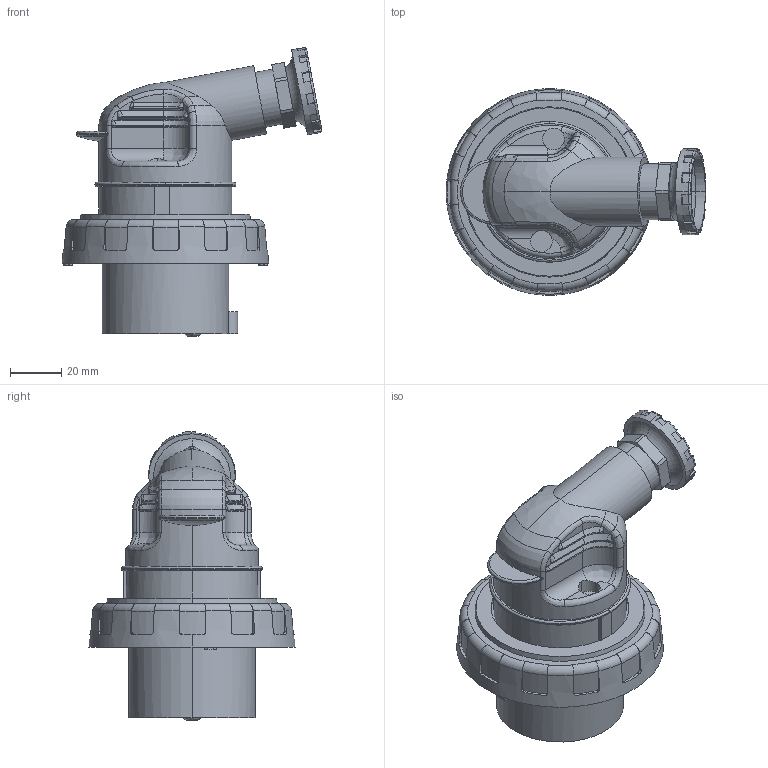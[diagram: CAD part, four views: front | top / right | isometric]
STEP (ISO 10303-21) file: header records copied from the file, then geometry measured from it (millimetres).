
FILE_DESCRIPTION((''),'2;1');
FILE_NAME('GW60112_ASM','2021-10-19T10:05:43',('User'),('Axiro Italia'),'CREO PARAMETRIC BY PTC INC, 2020354','CREO PARAMETRIC BY PTC INC, 2020354','');
FILE_SCHEMA(('CONFIG_CONTROL_DESIGN'));
Length unit declared in the file: millimetre
Products named in the file (4): GW60112_COMPONENTE_A_OR; GW60112_COMPONENTE_B_OR; GW60112_COMPONENTE_C_OR; GW60112_ASM
Assembly tree (3 placements, depth 2):
  GW60112_ASM
    GW60112_COMPONENTE_A_OR
    GW60112_COMPONENTE_B_OR
    GW60112_COMPONENTE_C_OR
Bounding box: 101.49 x 80.65 x 112.94 mm (x, y, z)
Volume: 91239.4 mm3; surface area: 76927.8 mm2
Topology: 3 solids, 4 shells, 664 faces, 1746 edges, 1120 vertices
Faces by surface type: plane 256, cylinder 233, torus 73, bspline 59, cone 40, sphere 3
Entity records: 25600 total; most frequent: CARTESIAN_POINT 9246, ORIENTED_EDGE 3484, DIRECTION 3402, EDGE_CURVE 1742, AXIS2_PLACEMENT_3D 1333, VERTEX_POINT 1120, VECTOR 736, LINE 736
